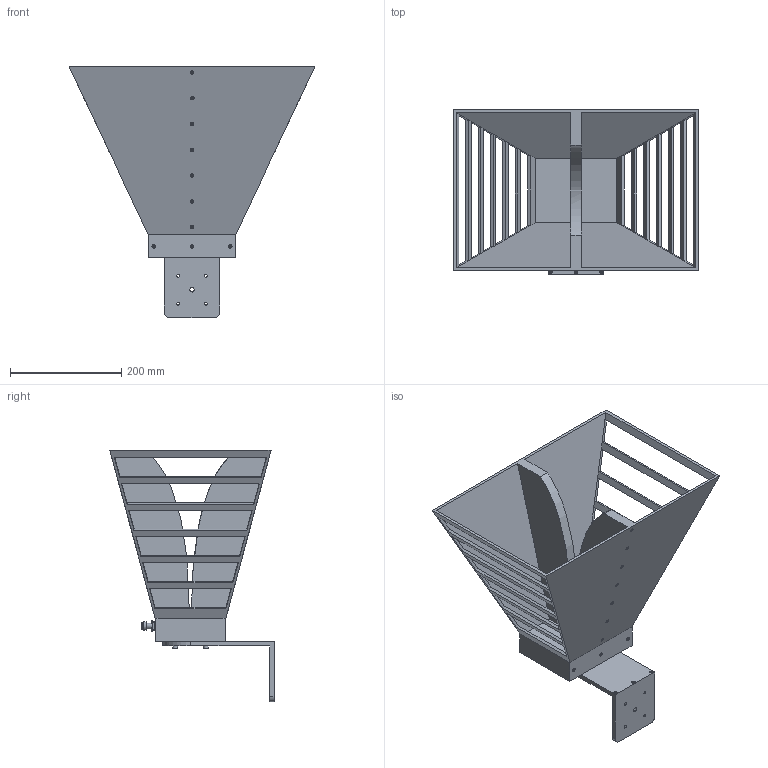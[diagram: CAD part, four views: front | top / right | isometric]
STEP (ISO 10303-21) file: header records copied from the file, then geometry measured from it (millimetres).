
FILE_DESCRIPTION (( 'STEP AP214' ), '1' );
FILE_NAME ('FMWAN1150_3D.step', '2023-07-25T16:57:38', ( '' ), ( '' ), 'SwSTEP 2.0', 'SolidWorks 2022', '' );
FILE_SCHEMA (( 'AUTOMOTIVE_DESIGN' ));
Length unit declared in the file: inch
Products named in the file (36): 1150 3D drawing20^1150 3D drawing_FMWAN1150; 1150 3D drawing33^1150 3D drawing_FMWAN1150; 1150 3D drawing10^1150 3D drawing_FMWAN1150; 1150 3D drawing25^1150 3D drawing_FMWAN1150; 1150 3D drawing11^1150 3D drawing_FMWAN1150; 1150 3D drawing 13^1150 3D drawing_FMWAN1150; 1150 3D drawing4^1150 3D drawing_FMWAN1150; 1150 3D drawing32^1150 3D drawing_FMWAN1150; 1150 3D drawing23^1150 3D drawing_FMWAN1150; 1150 3D drawing14^1150 3D drawing_FMWAN1150; 1150 3D drawing5^1150 3D drawing_FMWAN1150; 1150 3D drawing3^1150 3D drawing_FMWAN1150; 1150 3D drawing22^1150 3D drawing_FMWAN1150; 1150 3D drawing35^1150 3D drawing_FMWAN1150; 1150 3D drawing18^1150 3D drawing_FMWAN1150; 1150 3D drawing30^1150 3D drawing_FMWAN1150; 1150 3D drawing9^1150 3D drawing_FMWAN1150; 1150 3D drawing28^1150 3D drawing_FMWAN1150; 1150 3D drawing8^1150 3D drawing_FMWAN1150; 1150 3D drawing31^1150 3D drawing_FMWAN1150; 1150 3D drawing19^1150 3D drawing_FMWAN1150; 1150 3D drawing6^1150 3D drawing_FMWAN1150; 1150 3D drawing21^1150 3D drawing_FMWAN1150; flat head screw_am_B18.6.7M - M3 x 0.5 x 8 Type I Cross Recessed FHMS --8N; MOUNTING_BRACKET-230026; socket head cap screw_am_B18.3.1M - 5 x 0.8 x 6 Hex SHCS -- 8CHX; 1150 3D drawing1^1150 3D drawing_FMWAN1150; 1150 3D drawing34^1150 3D drawing_FMWAN1150; FMWAN1150_3D; 1150 3D drawing37^1150 3D drawing_FMWAN1150; 1150 3D drawing12^1150 3D drawing_FMWAN1150; 1150 3D drawing^FMWAN1150; 1150 3D drawing15^1150 3D drawing_FMWAN1150; 1150 3D drawing2^1150 3D drawing_FMWAN1150; 1150 3D drawing17^1150 3D drawing_FMWAN1150; 1150 3D drawing26^1150 3D drawing_FMWAN1150
Assembly tree (40 placements, depth 3):
  FMWAN1150_3D
    1150 3D drawing^FMWAN1150
      1150 3D drawing1^1150 3D drawing_FMWAN1150
      1150 3D drawing2^1150 3D drawing_FMWAN1150
      1150 3D drawing3^1150 3D drawing_FMWAN1150
      1150 3D drawing4^1150 3D drawing_FMWAN1150
      1150 3D drawing5^1150 3D drawing_FMWAN1150
      1150 3D drawing6^1150 3D drawing_FMWAN1150
      1150 3D drawing8^1150 3D drawing_FMWAN1150
      1150 3D drawing9^1150 3D drawing_FMWAN1150
      1150 3D drawing10^1150 3D drawing_FMWAN1150
      1150 3D drawing11^1150 3D drawing_FMWAN1150
      1150 3D drawing12^1150 3D drawing_FMWAN1150
      1150 3D drawing 13^1150 3D drawing_FMWAN1150
      1150 3D drawing14^1150 3D drawing_FMWAN1150
      1150 3D drawing15^1150 3D drawing_FMWAN1150
      1150 3D drawing17^1150 3D drawing_FMWAN1150
      1150 3D drawing18^1150 3D drawing_FMWAN1150
      1150 3D drawing19^1150 3D drawing_FMWAN1150
      1150 3D drawing20^1150 3D drawing_FMWAN1150
      1150 3D drawing30^1150 3D drawing_FMWAN1150
      1150 3D drawing21^1150 3D drawing_FMWAN1150
      1150 3D drawing22^1150 3D drawing_FMWAN1150
      1150 3D drawing23^1150 3D drawing_FMWAN1150
      1150 3D drawing25^1150 3D drawing_FMWAN1150
      1150 3D drawing26^1150 3D drawing_FMWAN1150
      1150 3D drawing28^1150 3D drawing_FMWAN1150
      1150 3D drawing31^1150 3D drawing_FMWAN1150
      1150 3D drawing32^1150 3D drawing_FMWAN1150
      1150 3D drawing33^1150 3D drawing_FMWAN1150
      1150 3D drawing34^1150 3D drawing_FMWAN1150
      1150 3D drawing35^1150 3D drawing_FMWAN1150
      1150 3D drawing37^1150 3D drawing_FMWAN1150
    MOUNTING_BRACKET-230026
    socket head cap screw_am_B18.3.1M - 5 x 0.8 x 6 Hex SHCS -- 8CHX  x4
    flat head screw_am_B18.6.7M - M3 x 0.5 x 8 Type I Cross Recessed FHMS --8N  x3
Bounding box: 442.21 x 295.14 x 451.67 mm (x, y, z)
Volume: 2804778 mm3; surface area: 775567.5 mm2
Topology: 39 solids, 53 shells, 1627 faces, 3998 edges, 2513 vertices
Faces by surface type: plane 770, cylinder 607, cone 220, bspline 14, sphere 8, torus 8
Entity records: 52080 total; most frequent: CARTESIAN_POINT 14571, DIRECTION 7593, ORIENTED_EDGE 7392, EDGE_CURVE 3696, AXIS2_PLACEMENT_3D 2672, VERTEX_POINT 2366, LINE 2249, VECTOR 2249
